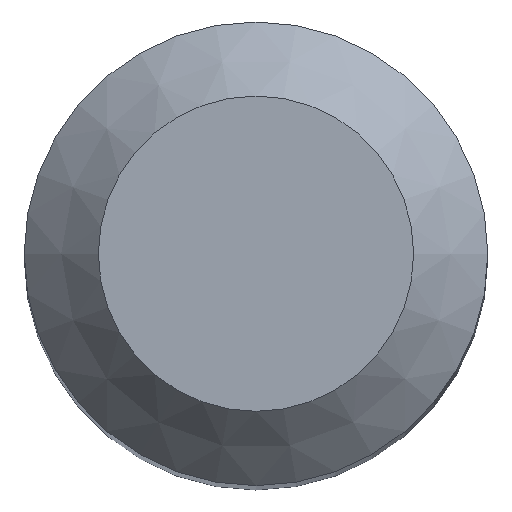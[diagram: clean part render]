
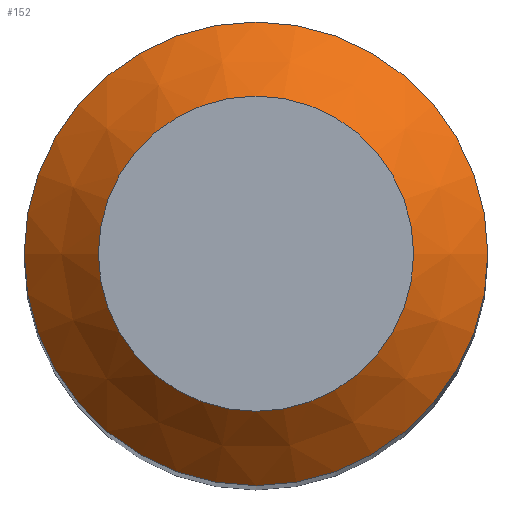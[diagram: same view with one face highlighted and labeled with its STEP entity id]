
A CAD part, top view. The second image highlights one B-rep face of the part: STEP entity #152.
In plain terms, the highlighted conical face has half-angle 45 degrees and reference radius 8.5 mm.
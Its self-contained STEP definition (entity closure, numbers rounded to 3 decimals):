
#152=ADVANCED_FACE('',(#206,#207),#208,.T.);
#206=FACE_OUTER_BOUND('',#232,.T.);
#207=FACE_BOUND('',#233,.T.);
#208=CONICAL_SURFACE('',#234,8.5,0.785);
#232=EDGE_LOOP('',(#254));
#233=EDGE_LOOP('',(#255));
#234=AXIS2_PLACEMENT_3D('',#256,#257,#258);
#254=ORIENTED_EDGE('',*,*,#280,.F.);
#255=ORIENTED_EDGE('',*,*,#281,.F.);
#256=CARTESIAN_POINT('',(0.0,0.0,140.0));
#257=DIRECTION('',(-0.0,0.0,-1.0));
#258=DIRECTION('',(-1.0,0.0,0.0));
#280=EDGE_CURVE('',#292,#292,#293,.F.);
#281=EDGE_CURVE('',#294,#294,#295,.T.);
#292=VERTEX_POINT('',#306);
#293=CIRCLE('',#307,12.5);
#294=VERTEX_POINT('',#308);
#295=CIRCLE('',#309,8.5);
#306=CARTESIAN_POINT('',(12.5,0.,136.0));
#307=AXIS2_PLACEMENT_3D('',#320,#321,#322);
#308=CARTESIAN_POINT('',(8.5,0.0,140.0));
#309=AXIS2_PLACEMENT_3D('',#323,#324,#325);
#320=CARTESIAN_POINT('',(0.0,0.0,136.0));
#321=DIRECTION('',(0.0,0.0,1.0));
#322=DIRECTION('',(1.0,0.0,0.0));
#323=CARTESIAN_POINT('',(0.0,0.0,140.0));
#324=DIRECTION('',(0.0,0.0,1.0));
#325=DIRECTION('',(1.0,0.0,0.0));
